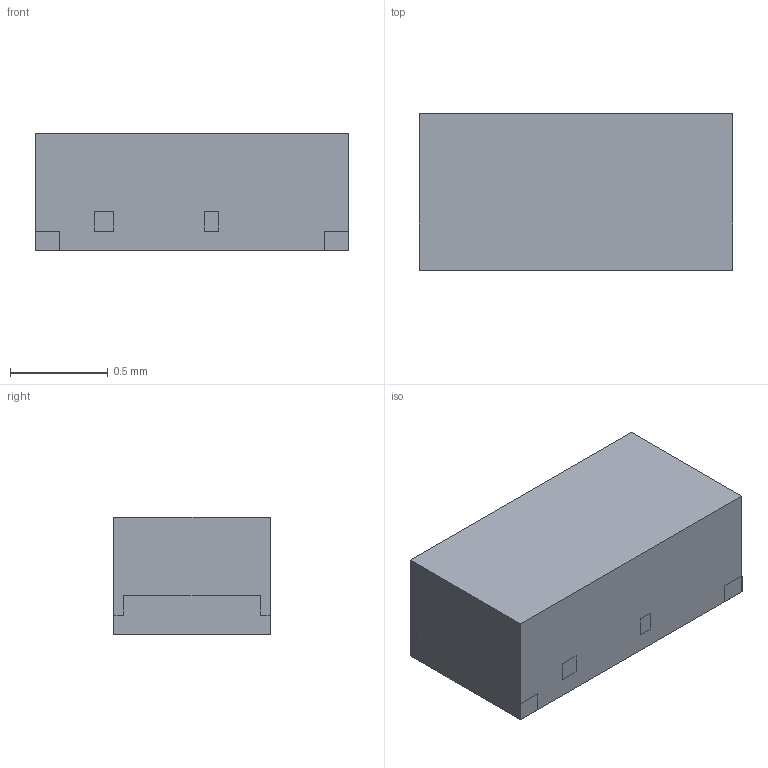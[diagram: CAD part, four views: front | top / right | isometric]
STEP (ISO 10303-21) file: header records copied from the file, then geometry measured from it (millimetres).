
FILE_DESCRIPTION( ( 'STEP AP214' ), '1' );
FILE_NAME( 'SSpice.stp', '2014-03-18T09:20:51', ( ' ' ), ( ' ' ), 'XStep 1.0', ' ', ' ' );
FILE_SCHEMA( ( 'automotive_design' ) );
Length unit declared in the file: millimetre
Products named in the file (3): 1; 2; 3
Bounding box: 1.6 x 0.8 x 0.6 mm (x, y, z)
Surface area: 8.5 mm2
Topology: 3 solids, 3 shells, 87 faces, 238 edges, 158 vertices
Faces by surface type: plane 68, cylinder 10, revolution 9
Entity records: 5858 total; most frequent: PRESENTATION_STYLE_ASSIGNMENT 576, COLOUR_RGB 576, CARTESIAN_POINT 504, STYLED_ITEM 486, ORIENTED_EDGE 476, DIRECTION 447, CURVE_STYLE 328, DRAUGHTING_PRE_DEFINED_CURVE_FONT 328
